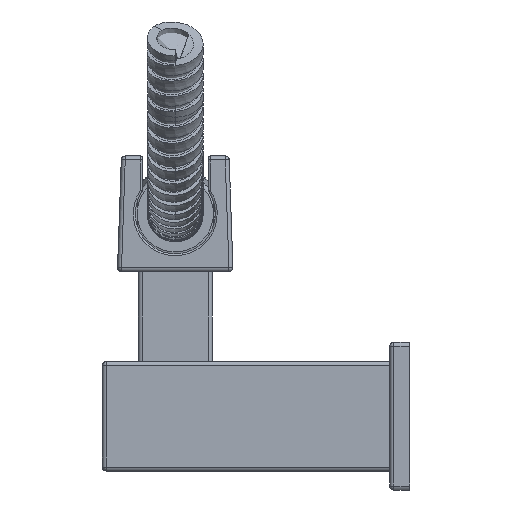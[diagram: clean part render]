
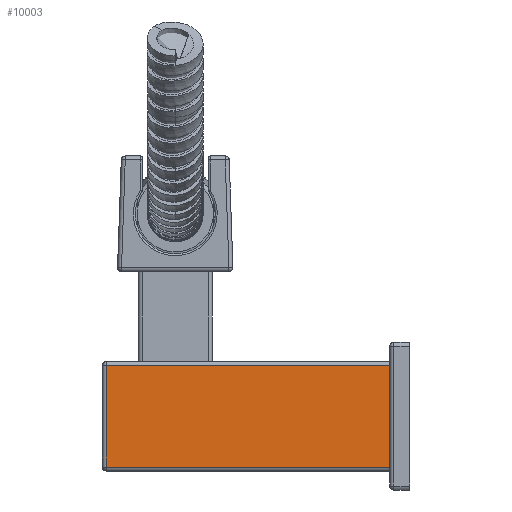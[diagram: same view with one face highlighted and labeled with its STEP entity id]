
A CAD part, left-side view. The second image highlights one B-rep face of the part: STEP entity #10003.
In plain terms, the highlighted planar face has unit normal (-1, 0, 0).
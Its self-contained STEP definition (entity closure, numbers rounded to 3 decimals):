
#130=DIRECTION('',(0.,0.,1.));
#131=VECTOR('',#130,25.5);
#132=CARTESIAN_POINT('',(-13.75,5.,-12.75));
#133=LINE('',#132,#131);
#257=DIRECTION('',(0.,-1.,0.));
#258=VECTOR('',#257,71.);
#259=CARTESIAN_POINT('',(-13.75,76.,12.75));
#260=LINE('',#259,#258);
#261=DIRECTION('',(0.,-1.,0.));
#262=VECTOR('',#261,71.);
#263=CARTESIAN_POINT('',(-13.75,76.,-12.75));
#264=LINE('',#263,#262);
#265=DIRECTION('',(0.,0.,1.));
#266=VECTOR('',#265,25.5);
#267=CARTESIAN_POINT('',(-13.75,76.,-12.75));
#268=LINE('',#267,#266);
#8131=CARTESIAN_POINT('',(-13.75,76.,12.75));
#8132=CARTESIAN_POINT('',(-13.75,5.,12.75));
#8133=VERTEX_POINT('',#8131);
#8134=VERTEX_POINT('',#8132);
#8137=CARTESIAN_POINT('',(-13.75,76.,-12.75));
#8138=VERTEX_POINT('',#8137);
#8145=CARTESIAN_POINT('',(-13.75,5.,-12.75));
#8146=VERTEX_POINT('',#8145);
#9990=CARTESIAN_POINT('',(-13.75,5.,-13.75));
#9991=DIRECTION('',(-1.,0.,0.));
#9992=DIRECTION('',(0.,0.,1.));
#9993=AXIS2_PLACEMENT_3D('',#9990,#9991,#9992);
#9994=PLANE('',#9993);
#9996=ORIENTED_EDGE('',*,*,#9995,.T.);
#9997=ORIENTED_EDGE('',*,*,#9697,.F.);
#9999=ORIENTED_EDGE('',*,*,#9998,.F.);
#10000=ORIENTED_EDGE('',*,*,#9973,.T.);
#10001=EDGE_LOOP('',(#9996,#9997,#9999,#10000));
#10002=FACE_OUTER_BOUND('',#10001,.F.);
#10003=ADVANCED_FACE('',(#10002),#9994,.T.);
#9697=EDGE_CURVE('',#8146,#8134,#133,.T.);
#9973=EDGE_CURVE('',#8138,#8133,#268,.T.);
#9995=EDGE_CURVE('',#8133,#8134,#260,.T.);
#9998=EDGE_CURVE('',#8138,#8146,#264,.T.);
